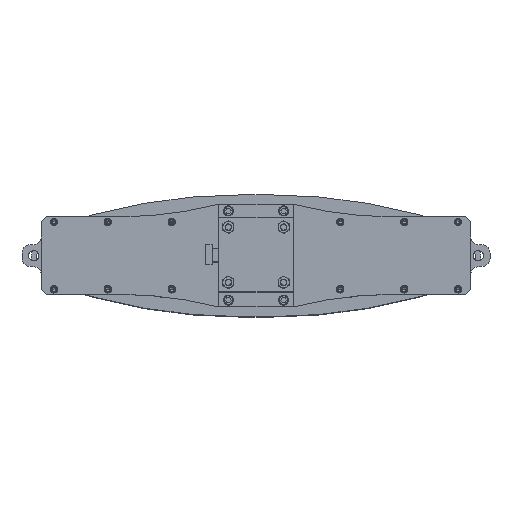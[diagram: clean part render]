
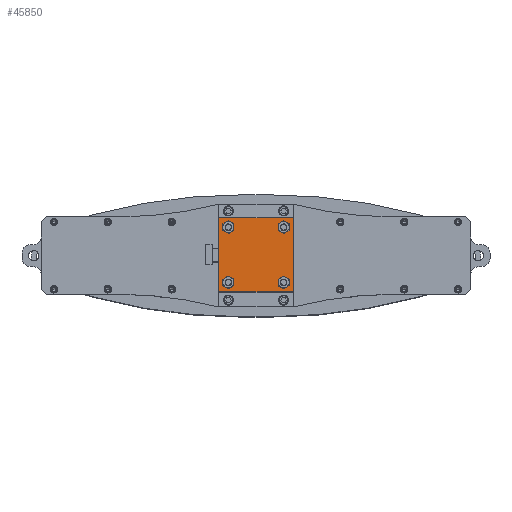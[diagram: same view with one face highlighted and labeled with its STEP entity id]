
A CAD part, top view. The second image highlights one B-rep face of the part: STEP entity #45850.
In plain terms, the highlighted planar face has unit normal (0, 0, 1).
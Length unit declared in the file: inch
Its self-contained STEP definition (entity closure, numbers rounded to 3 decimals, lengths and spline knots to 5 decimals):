
#405 = ORIENTED_EDGE ( 'NONE', *, *, #31557, .T. ) ;
#924 = VERTEX_POINT ( 'NONE', #11990 ) ;
#1166 = CIRCLE ( 'NONE', #25543, 0.41 ) ;
#1615 = DIRECTION ( 'NONE',  ( -1., 0., 0. ) ) ;
#1708 = AXIS2_PLACEMENT_3D ( 'NONE', #14270, #21349, #46429 ) ;
#1763 = DIRECTION ( 'NONE',  ( 0., 0., -1. ) ) ;
#2097 = EDGE_CURVE ( 'NONE', #26755, #38435, #40452, .T. ) ;
#3778 = DIRECTION ( 'NONE',  ( 0., 0., -1. ) ) ;
#4474 = VECTOR ( 'NONE', #38093, 39.37008 ) ;
#4891 = EDGE_LOOP ( 'NONE', ( #15953, #405 ) ) ;
#5501 = DIRECTION ( 'NONE',  ( 0., 0., -1. ) ) ;
#6498 = VERTEX_POINT ( 'NONE', #41543 ) ;
#6572 = VERTEX_POINT ( 'NONE', #8325 ) ;
#6838 = DIRECTION ( 'NONE',  ( -1., 0., 0. ) ) ;
#7498 = EDGE_CURVE ( 'NONE', #42399, #6498, #1166, .T. ) ;
#7659 = CARTESIAN_POINT ( 'NONE',  ( -2.46, -0.465, 93. ) ) ;
#8325 = CARTESIAN_POINT ( 'NONE',  ( -1.64, -0.465, 93. ) ) ;
#8580 = CIRCLE ( 'NONE', #16202, 0.41 ) ;
#9183 = CARTESIAN_POINT ( 'NONE',  ( -2.75, -1.165, 93. ) ) ;
#10742 = DIRECTION ( 'NONE',  ( -1., 0., 0. ) ) ;
#10747 = VERTEX_POINT ( 'NONE', #31751 ) ;
#10836 = EDGE_CURVE ( 'NONE', #924, #10747, #36872, .T. ) ;
#11405 = AXIS2_PLACEMENT_3D ( 'NONE', #32286, #35880, #21569 ) ;
#11659 = VERTEX_POINT ( 'NONE', #32712 ) ;
#11990 = CARTESIAN_POINT ( 'NONE',  ( 1.64, -0.465, 93. ) ) ;
#12090 = ORIENTED_EDGE ( 'NONE', *, *, #34405, .T. ) ;
#12611 = CARTESIAN_POINT ( 'NONE',  ( 2.05, 3.635, 93. ) ) ;
#12655 = DIRECTION ( 'NONE',  ( 1., 0., 0. ) ) ;
#13167 = LINE ( 'NONE', #33037, #40735 ) ;
#13475 = ORIENTED_EDGE ( 'NONE', *, *, #37939, .T. ) ;
#14022 = CARTESIAN_POINT ( 'NONE',  ( 2.05, 3.635, 93. ) ) ;
#14270 = CARTESIAN_POINT ( 'NONE',  ( -2.05, 3.635, 93. ) ) ;
#14934 = DIRECTION ( 'NONE',  ( 0., -1., 0. ) ) ;
#15216 = ORIENTED_EDGE ( 'NONE', *, *, #42726, .T. ) ;
#15412 = VERTEX_POINT ( 'NONE', #7659 ) ;
#15545 = VECTOR ( 'NONE', #29433, 39.37008 ) ;
#15953 = ORIENTED_EDGE ( 'NONE', *, *, #10836, .T. ) ;
#16202 = AXIS2_PLACEMENT_3D ( 'NONE', #32941, #3778, #10742 ) ;
#16756 = CARTESIAN_POINT ( 'NONE',  ( 0., 1.585, 93. ) ) ;
#17446 = EDGE_CURVE ( 'NONE', #6498, #42399, #20532, .T. ) ;
#17807 = ORIENTED_EDGE ( 'NONE', *, *, #17446, .T. ) ;
#18031 = DIRECTION ( 'NONE',  ( 0., 0., -1. ) ) ;
#19104 = EDGE_LOOP ( 'NONE', ( #28623, #15216 ) ) ;
#20532 = CIRCLE ( 'NONE', #1708, 0.41 ) ;
#20539 = PLANE ( 'NONE',  #42244 ) ;
#20795 = AXIS2_PLACEMENT_3D ( 'NONE', #41632, #5501, #30681 ) ;
#20804 = CARTESIAN_POINT ( 'NONE',  ( -2.46, 3.635, 93. ) ) ;
#21349 = DIRECTION ( 'NONE',  ( 0., 0., -1. ) ) ;
#21569 = DIRECTION ( 'NONE',  ( -1., 0., 0. ) ) ;
#22544 = VERTEX_POINT ( 'NONE', #9183 ) ;
#22869 = AXIS2_PLACEMENT_3D ( 'NONE', #12611, #41392, #23336 ) ;
#23336 = DIRECTION ( 'NONE',  ( -1., 0., 0. ) ) ;
#24091 = CARTESIAN_POINT ( 'NONE',  ( 2.75, -1.165, 93. ) ) ;
#24703 = FACE_BOUND ( 'NONE', #19104, .T. ) ;
#24856 = DIRECTION ( 'NONE',  ( 0., 0., -1. ) ) ;
#25045 = CARTESIAN_POINT ( 'NONE',  ( -2.75, -1.165, 93. ) ) ;
#25250 = FACE_BOUND ( 'NONE', #4891, .T. ) ;
#25543 = AXIS2_PLACEMENT_3D ( 'NONE', #41238, #1763, #1615 ) ;
#26296 = CARTESIAN_POINT ( 'NONE',  ( 1.64, 3.635, 93. ) ) ;
#26755 = VERTEX_POINT ( 'NONE', #28914 ) ;
#27002 = DIRECTION ( 'NONE',  ( 0., 0., 1. ) ) ;
#28623 = ORIENTED_EDGE ( 'NONE', *, *, #29066, .T. ) ;
#28914 = CARTESIAN_POINT ( 'NONE',  ( 2.75, -1.165, 93. ) ) ;
#29042 = LINE ( 'NONE', #25045, #15545 ) ;
#29044 = CARTESIAN_POINT ( 'NONE',  ( 2.05, -0.465, 93. ) ) ;
#29066 = EDGE_CURVE ( 'NONE', #15412, #6572, #8580, .T. ) ;
#29433 = DIRECTION ( 'NONE',  ( 1., 0., 0. ) ) ;
#29513 = DIRECTION ( 'NONE',  ( -1., 0., 0. ) ) ;
#29755 = VECTOR ( 'NONE', #29513, 39.37008 ) ;
#30353 = VERTEX_POINT ( 'NONE', #34672 ) ;
#30392 = EDGE_LOOP ( 'NONE', ( #38473, #40189 ) ) ;
#30681 = DIRECTION ( 'NONE',  ( -1., 0., 0. ) ) ;
#30712 = CIRCLE ( 'NONE', #20795, 0.41 ) ;
#31557 = EDGE_CURVE ( 'NONE', #10747, #924, #36460, .T. ) ;
#31751 = CARTESIAN_POINT ( 'NONE',  ( 2.46, -0.465, 93. ) ) ;
#32115 = ORIENTED_EDGE ( 'NONE', *, *, #32795, .T. ) ;
#32286 = CARTESIAN_POINT ( 'NONE',  ( 2.05, -0.465, 93. ) ) ;
#32450 = CIRCLE ( 'NONE', #40618, 0.41 ) ;
#32712 = CARTESIAN_POINT ( 'NONE',  ( -2.75, 4.335, 93. ) ) ;
#32776 = CARTESIAN_POINT ( 'NONE',  ( 2.75, 4.335, 93. ) ) ;
#32795 = EDGE_CURVE ( 'NONE', #22544, #26755, #29042, .T. ) ;
#32835 = CARTESIAN_POINT ( 'NONE',  ( 2.75, 4.335, 93. ) ) ;
#32941 = CARTESIAN_POINT ( 'NONE',  ( -2.05, -0.465, 93. ) ) ;
#33037 = CARTESIAN_POINT ( 'NONE',  ( -2.75, 4.335, 93. ) ) ;
#33172 = FACE_BOUND ( 'NONE', #30392, .T. ) ;
#33901 = VERTEX_POINT ( 'NONE', #26296 ) ;
#34405 = EDGE_CURVE ( 'NONE', #11659, #22544, #13167, .T. ) ;
#34672 = CARTESIAN_POINT ( 'NONE',  ( 2.46, 3.635, 93. ) ) ;
#35808 = EDGE_LOOP ( 'NONE', ( #39586, #17807 ) ) ;
#35880 = DIRECTION ( 'NONE',  ( 0., 0., -1. ) ) ;
#35939 = FACE_OUTER_BOUND ( 'NONE', #37811, .T. ) ;
#36460 = CIRCLE ( 'NONE', #11405, 0.41 ) ;
#36872 = CIRCLE ( 'NONE', #43986, 0.41 ) ;
#37662 = FACE_BOUND ( 'NONE', #35808, .T. ) ;
#37811 = EDGE_LOOP ( 'NONE', ( #13475, #12090, #32115, #44292 ) ) ;
#37939 = EDGE_CURVE ( 'NONE', #38435, #11659, #41548, .T. ) ;
#38093 = DIRECTION ( 'NONE',  ( 0., 1., 0. ) ) ;
#38435 = VERTEX_POINT ( 'NONE', #32776 ) ;
#38473 = ORIENTED_EDGE ( 'NONE', *, *, #40703, .T. ) ;
#38637 = CIRCLE ( 'NONE', #22869, 0.41 ) ;
#39586 = ORIENTED_EDGE ( 'NONE', *, *, #7498, .T. ) ;
#40189 = ORIENTED_EDGE ( 'NONE', *, *, #40922, .T. ) ;
#40452 = LINE ( 'NONE', #24091, #4474 ) ;
#40618 = AXIS2_PLACEMENT_3D ( 'NONE', #14022, #24856, #42756 ) ;
#40703 = EDGE_CURVE ( 'NONE', #33901, #30353, #38637, .T. ) ;
#40735 = VECTOR ( 'NONE', #14934, 39.37008 ) ;
#40922 = EDGE_CURVE ( 'NONE', #30353, #33901, #32450, .T. ) ;
#41238 = CARTESIAN_POINT ( 'NONE',  ( -2.05, 3.635, 93. ) ) ;
#41392 = DIRECTION ( 'NONE',  ( 0., 0., -1. ) ) ;
#41543 = CARTESIAN_POINT ( 'NONE',  ( -1.64, 3.635, 93. ) ) ;
#41548 = LINE ( 'NONE', #32835, #29755 ) ;
#41632 = CARTESIAN_POINT ( 'NONE',  ( -2.05, -0.465, 93. ) ) ;
#42244 = AXIS2_PLACEMENT_3D ( 'NONE', #16756, #27002, #12655 ) ;
#42399 = VERTEX_POINT ( 'NONE', #20804 ) ;
#42726 = EDGE_CURVE ( 'NONE', #6572, #15412, #30712, .T. ) ;
#42756 = DIRECTION ( 'NONE',  ( -1., 0., 0. ) ) ;
#43986 = AXIS2_PLACEMENT_3D ( 'NONE', #29044, #18031, #6838 ) ;
#44292 = ORIENTED_EDGE ( 'NONE', *, *, #2097, .T. ) ;
#45850 = ADVANCED_FACE ( 'NONE', ( #35939, #33172, #25250, #24703, #37662 ), #20539, .T. ) ;
#46429 = DIRECTION ( 'NONE',  ( -1., 0., 0. ) ) ;
